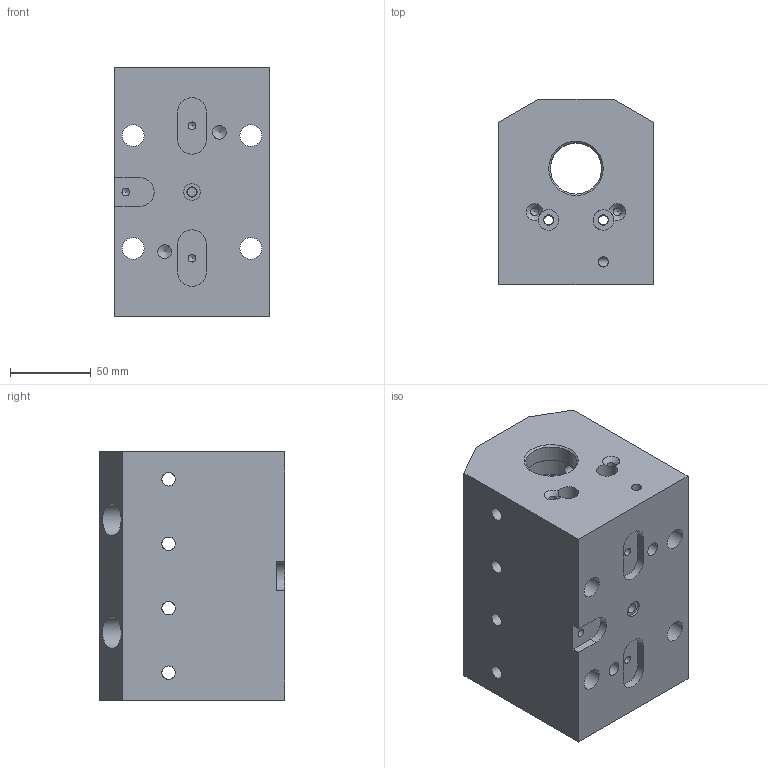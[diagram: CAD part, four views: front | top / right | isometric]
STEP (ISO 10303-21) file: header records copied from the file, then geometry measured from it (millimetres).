
FILE_DESCRIPTION(/* description */ ('BORING BAR HOLDER TWIN 1.25" BMT65'),/* implementation_level */ '2;1');
FILE_NAME(/* name */ 'BMT65ID-1.25T-PARLEC.stp',/* time_stamp */ '2021-11-19T09:51:14-05:00',/* author */ ('dalloco'),/* organization */ (''),/* preprocessor_version */ 'ST-DEVELOPER v16.13',/* originating_system */ 'Autodesk Inventor 2018',/* authorisation */ '');
FILE_SCHEMA (('AUTOMOTIVE_DESIGN { 1 0 10303 214 3 1 1 }'));
Length unit declared in the file: inch
Products named in the file (1): BMT65ID-1.25T-PARLEC
Bounding box: 96 x 115 x 154 mm (x, y, z)
Volume: 1397201.8 mm3; surface area: 136911.3 mm2
Topology: 1 solids, 1 shells, 796 faces, 2163 edges, 1437 vertices
Faces by surface type: plane 562, bspline 142, cylinder 58, cone 34
Full cylindrical faces by diameter (mm): 4.928 x7, 5.944 x12, 8.382 x8, 8.611 x2, 10.16 x1, 12.827 x4, 13.487 x4, 19.863 x4, 31.75 x6, 33.274 x5
Entity records: 25780 total; most frequent: CARTESIAN_POINT 6960, ORIENTED_EDGE 4054, DIRECTION 3155, EDGE_CURVE 2027, LINE 1599, VECTOR 1599, VERTEX_POINT 1390, EDGE_LOOP 999
